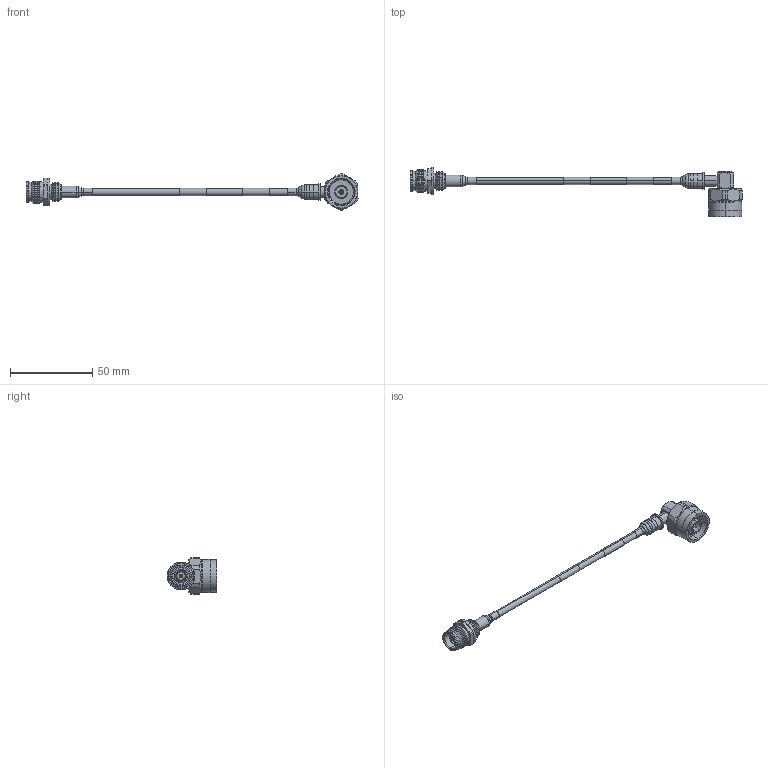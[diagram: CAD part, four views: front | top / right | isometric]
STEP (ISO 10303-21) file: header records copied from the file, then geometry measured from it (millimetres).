
FILE_DESCRIPTION (( 'STEP AP214' ), '1' );
FILE_NAME ('PE3C8386_3D.STEP', '2021-07-16T12:05:39', ( '' ), ( '' ), 'SwSTEP 2.0', 'SolidWorks 2020', '' );
FILE_SCHEMA (( 'AUTOMOTIVE_DESIGN' ));
Length unit declared in the file: inch
Products named in the file (6): TFT-402_LABEL+PE PIM; TC-402-NM-RA-LP-PE; TC-402-225F-LP-PE; TFT-402-MA1; PE3C8386_3D; TFT-402-MA1_1.5
Assembly tree (5 placements, depth 2):
  PE3C8386_3D
    TFT-402_LABEL+PE PIM
    TFT-402-MA1_1.5
    TC-402-225F-LP-PE
    TFT-402-MA1
    TC-402-NM-RA-LP-PE
Bounding box: 201.44 x 30.28 x 21.9 mm (x, y, z)
Volume: 10041.8 mm3; surface area: 10762.3 mm2
Topology: 7 solids, 7 shells, 389 faces, 916 edges, 569 vertices
Faces by surface type: cylinder 132, plane 117, cone 107, torus 31, bspline 2
Entity records: 13302 total; most frequent: CARTESIAN_POINT 3842, DIRECTION 2029, ORIENTED_EDGE 1828, EDGE_CURVE 914, AXIS2_PLACEMENT_3D 836, VERTEX_POINT 569, CIRCLE 441, EDGE_LOOP 425
